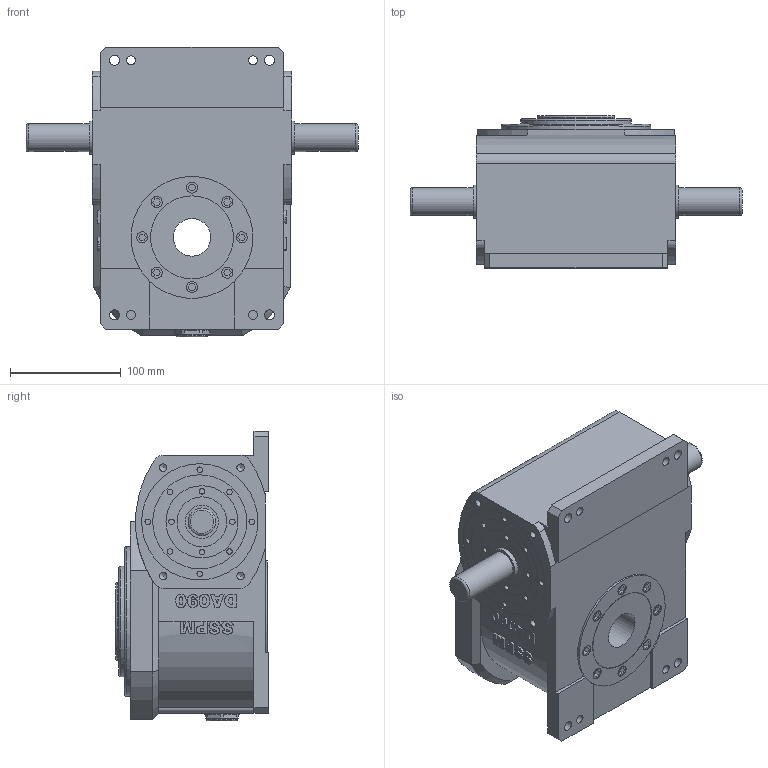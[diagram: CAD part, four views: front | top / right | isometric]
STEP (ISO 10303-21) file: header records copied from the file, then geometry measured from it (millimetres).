
FILE_DESCRIPTION(/* description */ ('Unknown'),/* implementation_level */ '2;1');
FILE_NAME(/* name */ 'DA090標準(20241231_S面油鏡)',/* time_stamp */ '2024-12-31T18:14:22+08:00',/* author */ ('Unknown'),/* organization */ ('Unknown'),/* preprocessor_version */ 'ST-DEVELOPER v16.7',/* originating_system */ 'DEX',/* authorisation */ $);
FILE_SCHEMA (('CONFIG_CONTROL_DESIGN'));
Length unit declared in the file: millimetre
Products named in the file (1): DA090標準(20241231
Bounding box: 300 x 138 x 262 mm (x, y, z)
Volume: 4666021.7 mm3; surface area: 231781.7 mm2
Topology: 1 solids, 1 shells, 645 faces, 1606 edges, 1061 vertices
Faces by surface type: plane 343, bspline 148, cylinder 124, cone 24, torus 6
Full cylindrical faces by diameter (mm): 4.2 x4, 5 x26, 6 x2, 6.8 x12, 8 x4, 9 x12, 10 x8, 23 x1, 25 x2, 28 x1, 30 x2, 32 x1, 33 x1, 34 x1, 45 x2, 65 x2, 70 x1, 75 x1, 85 x2, 92 x1, 100 x1, 105 x1, 135 x1, 165 x1
Entity records: 30537 total; most frequent: CARTESIAN_POINT 12103, ORIENTED_EDGE 2874, DIRECTION 2399, EDGE_CURVE 1437, VERTEX_POINT 1032, FACE_BOUND 901, EDGE_LOOP 879, LINE 839
